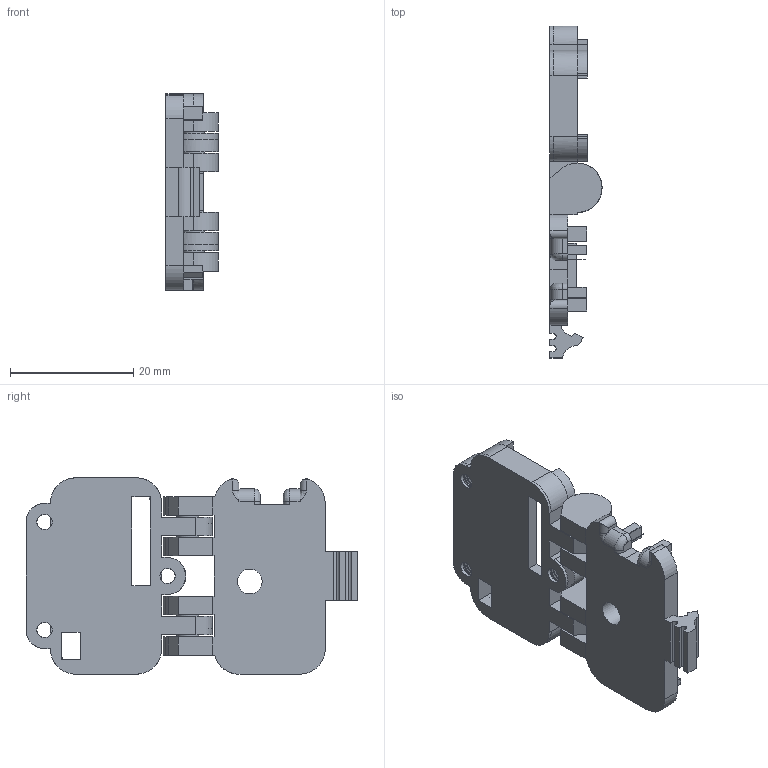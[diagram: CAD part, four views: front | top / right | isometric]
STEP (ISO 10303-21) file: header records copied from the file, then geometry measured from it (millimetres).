
FILE_DESCRIPTION(/* description */ (''),/* implementation_level */ '2;1');
FILE_NAME(/* name */ '825352.stp',/* time_stamp */ '2023-08-15T12:05:56+02:00',/* author */ ('72850897'),/* organization */ ('USER'),/* preprocessor_version */ 'ST-DEVELOPER v18',/* originating_system */ 'Autodesk Manufacturing Data Exchange Utility2020.0.0.905203',/* authorisation */ '');
FILE_SCHEMA (('AUTOMOTIVE_DESIGN { 1 0 10303 214 3 1 1 }'));
Length unit declared in the file: millimetre
Products named in the file (1): partANN::DOCUMENT
Bounding box: 8.45 x 53.77 x 31.8 mm (x, y, z)
Volume: 4439.6 mm3; surface area: 5217.4 mm2
Topology: 2 solids, 2 shells, 418 faces, 1241 edges, 830 vertices
Faces by surface type: plane 200, cylinder 150, bspline 54, cone 14
Full cylindrical faces by diameter (mm): 2.5 x3, 3.5 x2, 4 x3
Entity records: 32227 total; most frequent: CARTESIAN_POINT 21835, ORIENTED_EDGE 2478, DIRECTION 1693, EDGE_CURVE 1239, VERTEX_POINT 830, LINE 643, VECTOR 643, AXIS2_PLACEMENT_3D 525
